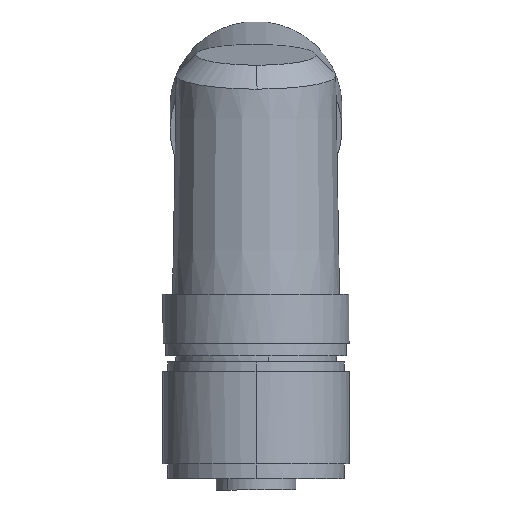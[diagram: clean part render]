
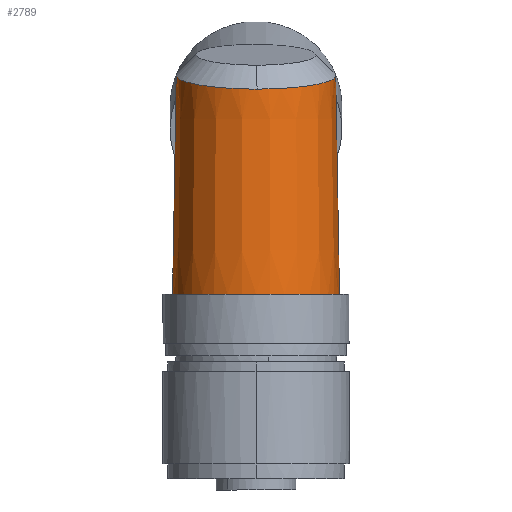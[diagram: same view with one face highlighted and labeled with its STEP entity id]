
A CAD part, front view. The second image highlights one B-rep face of the part: STEP entity #2789.
In plain terms, the highlighted conical face has half-angle 1 degrees and reference radius 8.625 mm.
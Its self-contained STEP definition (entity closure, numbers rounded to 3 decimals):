
#2449=AXIS2_PLACEMENT_3D('Circle Axis2P3D',#2447,#2448,$) ;
#2721=AXIS2_PLACEMENT_3D('Cone Axis2P3D',#2718,#2719,#2720) ;
#2442=CARTESIAN_POINT('Vertex',(1.002,9.5,19.95)) ;
#2444=CARTESIAN_POINT('Vertex',(17.998,9.5,19.95)) ;
#2447=CARTESIAN_POINT('Axis2P3D Location',(9.5,9.5,19.95)) ;
#2462=CARTESIAN_POINT('Line Origine',(8740.016,9.5,-499664.101)) ;
#2466=CARTESIAN_POINT('Vertex',(17.612,9.5,42.207)) ;
#2469=CARTESIAN_POINT('Line Origine',(-8721.016,9.5,-499664.101)) ;
#2473=CARTESIAN_POINT('Vertex',(1.391,9.5,42.245)) ;
#2718=CARTESIAN_POINT('Axis2P3D Location',(9.5,9.5,12.678)) ;
#2724=CARTESIAN_POINT('Control Point',(17.356,7.462,41.852)) ;
#2725=CARTESIAN_POINT('Control Point',(17.526,8.127,41.967)) ;
#2726=CARTESIAN_POINT('Control Point',(17.612,8.814,42.087)) ;
#2727=CARTESIAN_POINT('Control Point',(17.61,9.5,42.207)) ;
#2728=CARTESIAN_POINT('Vertex',(17.354,7.463,41.852)) ;
#2732=CARTESIAN_POINT('Control Point',(15.95,4.56,41.356)) ;
#2733=CARTESIAN_POINT('Control Point',(16.607,5.421,41.501)) ;
#2734=CARTESIAN_POINT('Control Point',(17.088,6.415,41.671)) ;
#2735=CARTESIAN_POINT('Control Point',(17.356,7.462,41.852)) ;
#2736=CARTESIAN_POINT('Vertex',(15.951,4.559,41.356)) ;
#2740=CARTESIAN_POINT('Control Point',(9.605,1.367,40.829)) ;
#2741=CARTESIAN_POINT('Control Point',(11.444,1.391,40.829)) ;
#2742=CARTESIAN_POINT('Control Point',(13.28,1.972,40.922)) ;
#2743=CARTESIAN_POINT('Control Point',(14.837,3.099,41.109)) ;
#2744=CARTESIAN_POINT('Control Point',(15.95,4.56,41.356)) ;
#2745=CARTESIAN_POINT('Vertex',(9.605,1.367,40.829)) ;
#2749=CARTESIAN_POINT('Control Point',(3.589,3.923,41.276)) ;
#2750=CARTESIAN_POINT('Control Point',(3.969,3.519,41.206)) ;
#2751=CARTESIAN_POINT('Control Point',(4.383,3.148,41.142)) ;
#2752=CARTESIAN_POINT('Control Point',(4.828,2.812,41.084)) ;
#2753=CARTESIAN_POINT('Control Point',(5.77,2.222,40.982)) ;
#2754=CARTESIAN_POINT('Control Point',(6.798,1.8,40.908)) ;
#2755=CARTESIAN_POINT('Control Point',(7.333,1.632,40.879)) ;
#2756=CARTESIAN_POINT('Control Point',(8.107,1.46,40.848)) ;
#2757=CARTESIAN_POINT('Control Point',(8.894,1.384,40.833)) ;
#2758=CARTESIAN_POINT('Control Point',(9.131,1.369,40.83)) ;
#2759=CARTESIAN_POINT('Control Point',(9.368,1.364,40.829)) ;
#2760=CARTESIAN_POINT('Control Point',(9.605,1.367,40.829)) ;
#2761=CARTESIAN_POINT('Vertex',(3.589,3.923,41.276)) ;
#2765=CARTESIAN_POINT('Control Point',(1.894,6.663,41.75)) ;
#2766=CARTESIAN_POINT('Control Point',(2.269,5.65,41.574)) ;
#2767=CARTESIAN_POINT('Control Point',(2.849,4.712,41.412)) ;
#2768=CARTESIAN_POINT('Control Point',(3.589,3.923,41.276)) ;
#2769=CARTESIAN_POINT('Vertex',(1.894,6.663,41.75)) ;
#2773=CARTESIAN_POINT('Control Point',(1.391,9.5,42.245)) ;
#2774=CARTESIAN_POINT('Control Point',(1.388,8.535,42.076)) ;
#2775=CARTESIAN_POINT('Control Point',(1.559,7.569,41.907)) ;
#2776=CARTESIAN_POINT('Control Point',(1.894,6.663,41.75)) ;
#2448=DIRECTION('Axis2P3D Direction',(0.,0.,-1.)) ;
#2463=DIRECTION('Vector Direction',(0.017,0.,-1.)) ;
#2470=DIRECTION('Vector Direction',(-0.017,0.,-1.)) ;
#2719=DIRECTION('Axis2P3D Direction',(0.,0.,-1.)) ;
#2720=DIRECTION('Axis2P3D XDirection',(1.,0.,0.)) ;
#2464=VECTOR('Line Direction',#2463,1.) ;
#2471=VECTOR('Line Direction',#2470,1.) ;
#2779=ORIENTED_EDGE('',*,*,#2468,.T.) ;
#2780=ORIENTED_EDGE('',*,*,#2730,.F.) ;
#2781=ORIENTED_EDGE('',*,*,#2738,.F.) ;
#2782=ORIENTED_EDGE('',*,*,#2747,.F.) ;
#2783=ORIENTED_EDGE('',*,*,#2763,.F.) ;
#2784=ORIENTED_EDGE('',*,*,#2771,.F.) ;
#2785=ORIENTED_EDGE('',*,*,#2777,.F.) ;
#2786=ORIENTED_EDGE('',*,*,#2475,.F.) ;
#2787=ORIENTED_EDGE('',*,*,#2451,.F.) ;
#2789=ADVANCED_FACE('Volumenk\X2\00F6\X0\rper2',(#2788),#2722,.T.) ;
#2723=B_SPLINE_CURVE_WITH_KNOTS('',3,(#2724,#2725,#2726,#2727),.UNSPECIFIED.,.F.,.U.,(4,4),(0.,25.467),.UNSPECIFIED.) ;
#2731=B_SPLINE_CURVE_WITH_KNOTS('',3,(#2732,#2733,#2734,#2735),.UNSPECIFIED.,.F.,.U.,(4,4),(0.,40.122),.UNSPECIFIED.) ;
#2739=B_SPLINE_CURVE_WITH_KNOTS('',4,(#2740,#2741,#2742,#2743,#2744),.UNSPECIFIED.,.F.,.U.,(5,5),(0.,90.725),.UNSPECIFIED.) ;
#2748=B_SPLINE_CURVE_WITH_KNOTS('',5,(#2749,#2750,#2751,#2752,#2753,#2754,#2755,#2756,#2757,#2758,#2759,#2760),.UNSPECIFIED.,.F.,.U.,(6,3,3,6),(0.,34.228,68.317,82.941),.UNSPECIFIED.) ;
#2764=B_SPLINE_CURVE_WITH_KNOTS('',3,(#2765,#2766,#2767,#2768),.UNSPECIFIED.,.F.,.U.,(4,4),(0.,40.076),.UNSPECIFIED.) ;
#2772=B_SPLINE_CURVE_WITH_KNOTS('',3,(#2773,#2774,#2775,#2776),.UNSPECIFIED.,.F.,.U.,(4,4),(0.,35.821),.UNSPECIFIED.) ;
#2450=CIRCLE('generated circle',#2449,8.498) ;
#2722=CONICAL_SURFACE('Cone',#2721,8.625,0.017) ;
#2451=EDGE_CURVE('',#2445,#2443,#2450,.T.) ;
#2468=EDGE_CURVE('',#2445,#2467,#2465,.F.) ;
#2475=EDGE_CURVE('',#2443,#2474,#2472,.F.) ;
#2730=EDGE_CURVE('',#2729,#2467,#2723,.T.) ;
#2738=EDGE_CURVE('',#2737,#2729,#2731,.T.) ;
#2747=EDGE_CURVE('',#2746,#2737,#2739,.T.) ;
#2763=EDGE_CURVE('',#2762,#2746,#2748,.T.) ;
#2771=EDGE_CURVE('',#2770,#2762,#2764,.T.) ;
#2777=EDGE_CURVE('',#2474,#2770,#2772,.T.) ;
#2778=EDGE_LOOP('',(#2779,#2780,#2781,#2782,#2783,#2784,#2785,#2786,#2787)) ;
#2788=FACE_OUTER_BOUND('',#2778,.T.) ;
#2465=LINE('Line',#2462,#2464) ;
#2472=LINE('Line',#2469,#2471) ;
#2443=VERTEX_POINT('',#2442) ;
#2445=VERTEX_POINT('',#2444) ;
#2467=VERTEX_POINT('',#2466) ;
#2474=VERTEX_POINT('',#2473) ;
#2729=VERTEX_POINT('',#2728) ;
#2737=VERTEX_POINT('',#2736) ;
#2746=VERTEX_POINT('',#2745) ;
#2762=VERTEX_POINT('',#2761) ;
#2770=VERTEX_POINT('',#2769) ;
